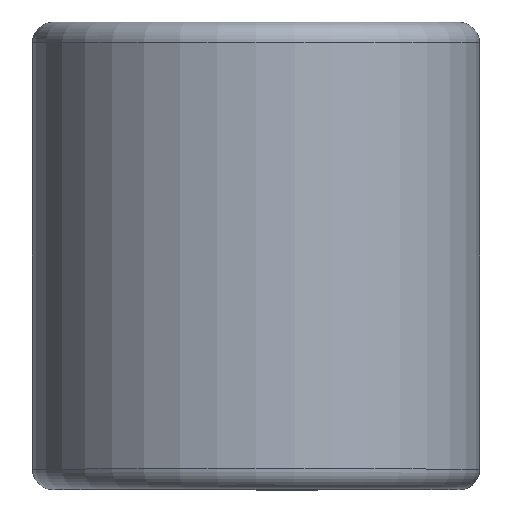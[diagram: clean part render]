
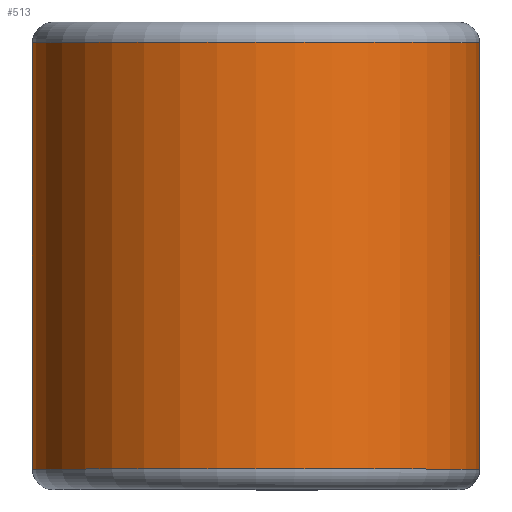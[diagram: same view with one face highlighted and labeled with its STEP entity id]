
A CAD part, top view. The second image highlights one B-rep face of the part: STEP entity #513.
In plain terms, the highlighted cylindrical face has radius 8.357 mm (diameter 16.713 mm), a partial arc.
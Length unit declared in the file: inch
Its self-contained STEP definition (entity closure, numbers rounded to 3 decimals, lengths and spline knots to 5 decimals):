
#5 = DIRECTION ( 'NONE',  ( 0., 1., 0. ) ) ;
#82 = DIRECTION ( 'NONE',  ( 0., 1., 0. ) ) ;
#96 = CIRCLE ( 'NONE', #1069, 0.329 ) ;
#105 = VERTEX_POINT ( 'NONE', #341 ) ;
#156 = AXIS2_PLACEMENT_3D ( 'NONE', #894, #1475, #1272 ) ;
#263 = CIRCLE ( 'NONE', #1662, 0.329 ) ;
#319 = EDGE_CURVE ( 'NONE', #1882, #105, #1270, .T. ) ;
#341 = CARTESIAN_POINT ( 'NONE',  ( 0.329, 0.31375, 0. ) ) ;
#452 = DIRECTION ( 'NONE',  ( 0., -1., 0. ) ) ;
#513 = ADVANCED_FACE ( 'NONE', ( #2077 ), #1761, .T. ) ;
#532 = CARTESIAN_POINT ( 'NONE',  ( 0.329, -0.31375, 0. ) ) ;
#593 = CARTESIAN_POINT ( 'NONE',  ( 0., 0.31375, -0.329 ) ) ;
#649 = ORIENTED_EDGE ( 'NONE', *, *, #1488, .T. ) ;
#724 = ORIENTED_EDGE ( 'NONE', *, *, #319, .T. ) ;
#731 = CARTESIAN_POINT ( 'NONE',  ( 0.329, 0.31375, 0. ) ) ;
#737 = VECTOR ( 'NONE', #82, 39.37008 ) ;
#894 = CARTESIAN_POINT ( 'NONE',  ( 0., 0.3125, 0. ) ) ;
#919 = CARTESIAN_POINT ( 'NONE',  ( 0., -0.31375, 0. ) ) ;
#935 = ORIENTED_EDGE ( 'NONE', *, *, #1604, .F. ) ;
#944 = CARTESIAN_POINT ( 'NONE',  ( 0., 0.31375, -0.329 ) ) ;
#983 = EDGE_CURVE ( 'NONE', #1822, #1022, #1509, .T. ) ;
#1004 = CARTESIAN_POINT ( 'NONE',  ( 0., -0.31375, -0.329 ) ) ;
#1022 = VERTEX_POINT ( 'NONE', #593 ) ;
#1069 = AXIS2_PLACEMENT_3D ( 'NONE', #1598, #452, #1776 ) ;
#1113 = DIRECTION ( 'NONE',  ( 0., 0., -1. ) ) ;
#1270 = LINE ( 'NONE', #731, #737 ) ;
#1272 = DIRECTION ( 'NONE',  ( 0., 0., -1. ) ) ;
#1285 = ORIENTED_EDGE ( 'NONE', *, *, #983, .F. ) ;
#1475 = DIRECTION ( 'NONE',  ( 0., -1., 0. ) ) ;
#1488 = EDGE_CURVE ( 'NONE', #105, #1022, #96, .T. ) ;
#1509 = LINE ( 'NONE', #944, #1955 ) ;
#1598 = CARTESIAN_POINT ( 'NONE',  ( 0., 0.31375, 0. ) ) ;
#1604 = EDGE_CURVE ( 'NONE', #1882, #1822, #263, .T. ) ;
#1662 = AXIS2_PLACEMENT_3D ( 'NONE', #919, #2168, #1113 ) ;
#1761 = CYLINDRICAL_SURFACE ( 'NONE', #156, 0.329 ) ;
#1776 = DIRECTION ( 'NONE',  ( 0., 0., -1. ) ) ;
#1822 = VERTEX_POINT ( 'NONE', #1004 ) ;
#1882 = VERTEX_POINT ( 'NONE', #532 ) ;
#1955 = VECTOR ( 'NONE', #5, 39.37008 ) ;
#2077 = FACE_OUTER_BOUND ( 'NONE', #2320, .T. ) ;
#2168 = DIRECTION ( 'NONE',  ( 0., -1., 0. ) ) ;
#2320 = EDGE_LOOP ( 'NONE', ( #724, #649, #1285, #935 ) ) ;
